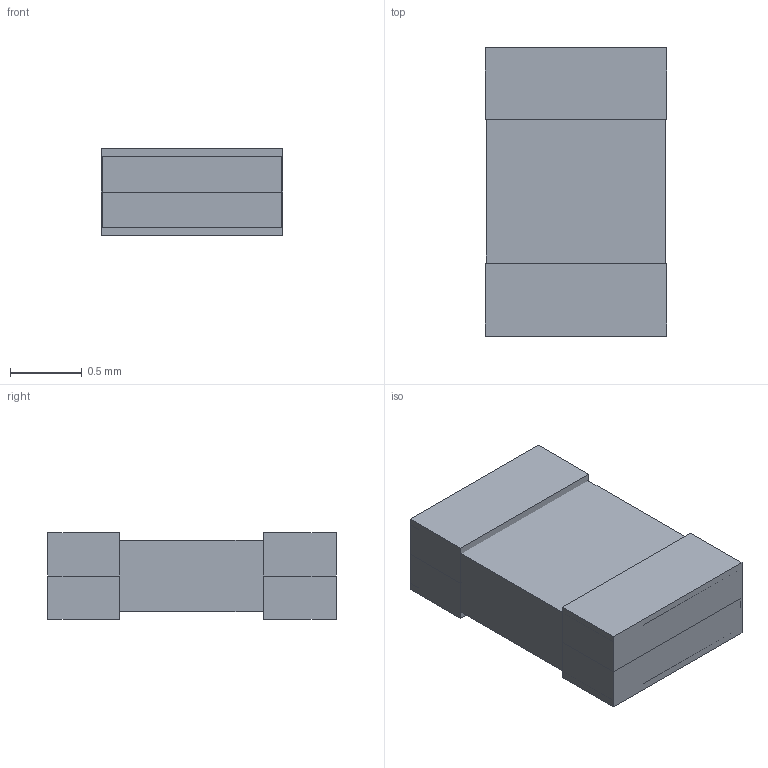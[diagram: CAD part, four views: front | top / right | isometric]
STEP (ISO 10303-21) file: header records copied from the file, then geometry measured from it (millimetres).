
FILE_DESCRIPTION(('FreeCAD Model'),'2;1');
FILE_NAME('Open CASCADE Shape Model','2024-06-27T15:22:23',('Author'),( ''),'Open CASCADE STEP processor 7.6','FreeCAD','Unknown');
FILE_SCHEMA(('AUTOMOTIVE_DESIGN { 1 2 10303 214 0 1 1 1 }'));
Length unit declared in the file: millimetre
Products named in the file (8): Unnamed; Extrude; Extrude004; Extrude002; Extrude003; Extrude007; Extrude005; Extrude006
Assembly tree (7 placements, depth 3):
  Unnamed
    Extrude
    Extrude004
      Extrude002
      Extrude003
    Extrude007
      Extrude005
      Extrude006
Bounding box: 1.26 x 2.01 x 0.6 mm (x, y, z)
Volume: 1.6 mm3; surface area: 15 mm2
Topology: 3 solids, 5 shells, 26 faces, 60 edges, 40 vertices
Faces by surface type: plane 26
Entity records: 926 total; most frequent: CARTESIAN_POINT 134, DIRECTION 128, ORIENTED_EDGE 104, EDGE_CURVE 60, LINE 60, VECTOR 60, VERTEX_POINT 40, AXIS2_PLACEMENT_3D 34
